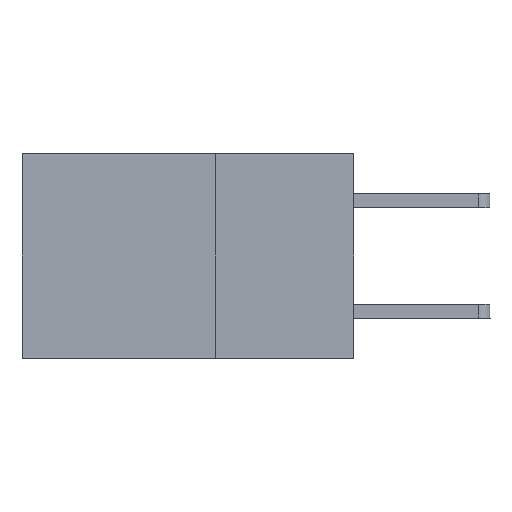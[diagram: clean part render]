
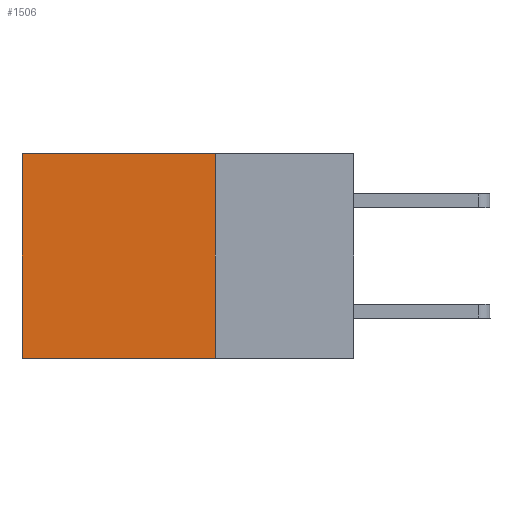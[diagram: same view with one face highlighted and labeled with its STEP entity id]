
A CAD part, left-side view. The second image highlights one B-rep face of the part: STEP entity #1506.
In plain terms, the highlighted planar face has unit normal (-1, 0, 0).
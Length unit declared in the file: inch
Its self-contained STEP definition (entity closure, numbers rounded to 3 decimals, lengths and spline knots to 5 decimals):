
#80 = EDGE_LOOP ( 'NONE', ( #8660, #1871, #7457, #2507 ) ) ;
#109 = CARTESIAN_POINT ( 'NONE',  ( 0.2875, 0.6, 0. ) ) ;
#177 = PLANE ( 'NONE',  #4802 ) ;
#194 = CARTESIAN_POINT ( 'NONE',  ( 0.2875, 0.6, -0.37 ) ) ;
#463 = EDGE_CURVE ( 'NONE', #6146, #7051, #3310, .T. ) ;
#1225 = DIRECTION ( 'NONE',  ( 0., 0., -1. ) ) ;
#1506 = ADVANCED_FACE ( 'NONE', ( #7998 ), #177, .F. ) ;
#1509 = LINE ( 'NONE', #109, #3643 ) ;
#1871 = ORIENTED_EDGE ( 'NONE', *, *, #463, .F. ) ;
#2376 = EDGE_CURVE ( 'NONE', #6572, #7051, #1509, .T. ) ;
#2507 = ORIENTED_EDGE ( 'NONE', *, *, #5036, .T. ) ;
#3168 = CARTESIAN_POINT ( 'NONE',  ( 0.2875, 0.25, 0. ) ) ;
#3310 = LINE ( 'NONE', #6818, #5308 ) ;
#3391 = VERTEX_POINT ( 'NONE', #3168 ) ;
#3407 = DIRECTION ( 'NONE',  ( 0., 1., 0. ) ) ;
#3612 = EDGE_CURVE ( 'NONE', #3391, #6146, #5552, .T. ) ;
#3643 = VECTOR ( 'NONE', #8540, 39.37008 ) ;
#3877 = LINE ( 'NONE', #8182, #7709 ) ;
#4802 = AXIS2_PLACEMENT_3D ( 'NONE', #9269, #5700, #8611 ) ;
#4842 = VECTOR ( 'NONE', #1225, 39.37008 ) ;
#5036 = EDGE_CURVE ( 'NONE', #3391, #6572, #3877, .T. ) ;
#5308 = VECTOR ( 'NONE', #3407, 39.37008 ) ;
#5552 = LINE ( 'NONE', #6197, #4842 ) ;
#5700 = DIRECTION ( 'NONE',  ( 1., 0., 0. ) ) ;
#6146 = VERTEX_POINT ( 'NONE', #6591 ) ;
#6197 = CARTESIAN_POINT ( 'NONE',  ( 0.2875, 0.25, 0. ) ) ;
#6572 = VERTEX_POINT ( 'NONE', #8697 ) ;
#6591 = CARTESIAN_POINT ( 'NONE',  ( 0.2875, 0.25, -0.37 ) ) ;
#6818 = CARTESIAN_POINT ( 'NONE',  ( 0.2875, 0.25, -0.37 ) ) ;
#7051 = VERTEX_POINT ( 'NONE', #194 ) ;
#7457 = ORIENTED_EDGE ( 'NONE', *, *, #3612, .F. ) ;
#7473 = DIRECTION ( 'NONE',  ( 0., 1., 0. ) ) ;
#7709 = VECTOR ( 'NONE', #7473, 39.37008 ) ;
#7998 = FACE_OUTER_BOUND ( 'NONE', #80, .T. ) ;
#8182 = CARTESIAN_POINT ( 'NONE',  ( 0.2875, 0.25, 0. ) ) ;
#8540 = DIRECTION ( 'NONE',  ( 0., 0., -1. ) ) ;
#8611 = DIRECTION ( 'NONE',  ( 0., 0., -1. ) ) ;
#8660 = ORIENTED_EDGE ( 'NONE', *, *, #2376, .T. ) ;
#8697 = CARTESIAN_POINT ( 'NONE',  ( 0.2875, 0.6, 0. ) ) ;
#9269 = CARTESIAN_POINT ( 'NONE',  ( 0.2875, 0.25, 0. ) ) ;
